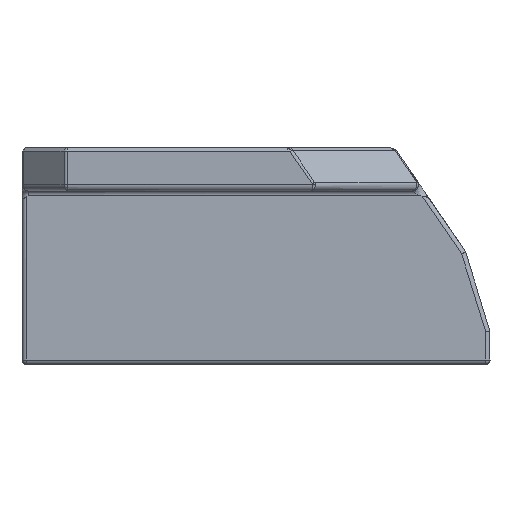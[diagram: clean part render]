
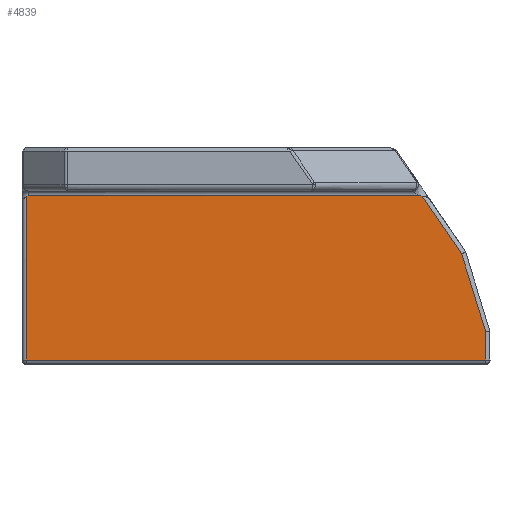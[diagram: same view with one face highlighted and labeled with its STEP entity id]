
A CAD part, left-side view. The second image highlights one B-rep face of the part: STEP entity #4839.
In plain terms, the highlighted planar face has unit normal (-1, 0, 0).
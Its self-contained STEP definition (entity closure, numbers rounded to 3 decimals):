
#182=B_SPLINE_CURVE_WITH_KNOTS('',3,(#7382,#7383,#7384,#7385,#7386,#7387,
#7388,#7389,#7390,#7391,#7392,#7393,#7394,#7395,#7396,#7397,#7398,#7399,
#7400),.UNSPECIFIED.,.F.,.F.,(4,3,3,3,3,3,4),(-0.001,0.,
0.01,0.014,0.015,0.026,
0.034),.UNSPECIFIED.);
#185=B_SPLINE_CURVE_WITH_KNOTS('',3,(#7436,#7437,#7438,#7439),
 .UNSPECIFIED.,.F.,.F.,(4,4),(0.451,0.479),
 .UNSPECIFIED.);
#541=FACE_OUTER_BOUND('',#836,.T.);
#836=EDGE_LOOP('',(#3692,#3693,#3694,#3695,#3696,#3697,#3698,#3699));
#1155=LINE('',#7526,#1632);
#1206=LINE('',#8005,#1683);
#1218=LINE('',#8082,#1695);
#1219=LINE('',#8085,#1696);
#1220=LINE('',#8086,#1697);
#1221=LINE('',#8087,#1698);
#1632=VECTOR('',#5828,10.);
#1683=VECTOR('',#6115,10.);
#1695=VECTOR('',#6181,10.);
#1696=VECTOR('',#6184,10.);
#1697=VECTOR('',#6185,10.);
#1698=VECTOR('',#6186,10.);
#2060=VERTEX_POINT('',#7379);
#2061=VERTEX_POINT('',#7381);
#2065=VERTEX_POINT('',#7434);
#2066=VERTEX_POINT('',#7435);
#2085=VERTEX_POINT('',#7525);
#2164=VERTEX_POINT('',#7999);
#2166=VERTEX_POINT('',#8003);
#2175=VERTEX_POINT('',#8084);
#2542=EDGE_CURVE('',#2060,#2061,#182,.T.);
#2554=EDGE_CURVE('',#2065,#2066,#185,.T.);
#2584=EDGE_CURVE('',#2061,#2085,#1155,.T.);
#2716=EDGE_CURVE('',#2166,#2164,#1206,.T.);
#2742=EDGE_CURVE('',#2164,#2065,#1218,.T.);
#2743=EDGE_CURVE('',#2175,#2166,#1219,.T.);
#2744=EDGE_CURVE('',#2085,#2175,#1220,.T.);
#2745=EDGE_CURVE('',#2066,#2060,#1221,.T.);
#3692=ORIENTED_EDGE('',*,*,#2554,.F.);
#3693=ORIENTED_EDGE('',*,*,#2742,.F.);
#3694=ORIENTED_EDGE('',*,*,#2716,.F.);
#3695=ORIENTED_EDGE('',*,*,#2743,.F.);
#3696=ORIENTED_EDGE('',*,*,#2744,.F.);
#3697=ORIENTED_EDGE('',*,*,#2584,.F.);
#3698=ORIENTED_EDGE('',*,*,#2542,.F.);
#3699=ORIENTED_EDGE('',*,*,#2745,.F.);
#4597=PLANE('',#5248);
#4839=ADVANCED_FACE('',(#541),#4597,.T.);
#5248=AXIS2_PLACEMENT_3D('',#8083,#6182,#6183);
#5828=DIRECTION('',(0.,-0.564,-0.826));
#6115=DIRECTION('',(0.,1.,0.));
#6181=DIRECTION('',(0.,0.,1.));
#6182=DIRECTION('center_axis',(-1.,0.,0.));
#6183=DIRECTION('ref_axis',(0.,0.,1.));
#6184=DIRECTION('',(0.,0.,-1.));
#6185=DIRECTION('',(0.,-0.295,-0.956));
#6186=DIRECTION('',(0.,-1.,0.));
#7379=CARTESIAN_POINT('',(62.511,356.147,-18.596));
#7381=CARTESIAN_POINT('',(62.511,355.812,-18.696));
#7382=CARTESIAN_POINT('Ctrl Pts',(62.511,356.147,-18.596));
#7383=CARTESIAN_POINT('Ctrl Pts',(62.511,356.144,-18.597));
#7384=CARTESIAN_POINT('Ctrl Pts',(62.511,356.141,-18.598));
#7385=CARTESIAN_POINT('Ctrl Pts',(62.511,356.138,-18.599));
#7386=CARTESIAN_POINT('Ctrl Pts',(62.511,356.106,-18.608));
#7387=CARTESIAN_POINT('Ctrl Pts',(62.511,356.073,-18.618));
#7388=CARTESIAN_POINT('Ctrl Pts',(62.511,356.041,-18.627));
#7389=CARTESIAN_POINT('Ctrl Pts',(62.511,356.026,-18.631));
#7390=CARTESIAN_POINT('Ctrl Pts',(62.511,356.011,-18.636));
#7391=CARTESIAN_POINT('Ctrl Pts',(62.511,355.997,-18.64));
#7392=CARTESIAN_POINT('Ctrl Pts',(62.511,355.994,-18.641));
#7393=CARTESIAN_POINT('Ctrl Pts',(62.511,355.992,-18.642));
#7394=CARTESIAN_POINT('Ctrl Pts',(62.511,355.989,-18.642));
#7395=CARTESIAN_POINT('Ctrl Pts',(62.511,355.953,-18.653));
#7396=CARTESIAN_POINT('Ctrl Pts',(62.511,355.917,-18.664));
#7397=CARTESIAN_POINT('Ctrl Pts',(62.511,355.882,-18.675));
#7398=CARTESIAN_POINT('Ctrl Pts',(62.511,355.859,-18.682));
#7399=CARTESIAN_POINT('Ctrl Pts',(62.511,355.836,-18.689));
#7400=CARTESIAN_POINT('Ctrl Pts',(62.511,355.812,-18.696));
#7434=CARTESIAN_POINT('',(62.511,401.5,-18.785));
#7435=CARTESIAN_POINT('',(62.511,401.28,-18.596));
#7436=CARTESIAN_POINT('Ctrl Pts',(62.511,401.5,-18.785));
#7437=CARTESIAN_POINT('Ctrl Pts',(62.511,401.426,-18.718));
#7438=CARTESIAN_POINT('Ctrl Pts',(62.511,401.351,-18.655));
#7439=CARTESIAN_POINT('Ctrl Pts',(62.511,401.28,-18.596));
#7525=CARTESIAN_POINT('',(62.511,351.274,-25.349));
#7526=CARTESIAN_POINT('',(62.511,356.153,-18.198));
#7999=CARTESIAN_POINT('',(62.511,401.5,-37.596));
#8003=CARTESIAN_POINT('',(62.511,348.5,-37.596));
#8005=CARTESIAN_POINT('',(62.511,361.5,-37.596));
#8082=CARTESIAN_POINT('',(62.511,401.5,-18.096));
#8083=CARTESIAN_POINT('Origin',(62.511,348.,-18.096));
#8084=CARTESIAN_POINT('',(62.511,348.5,-34.335));
#8085=CARTESIAN_POINT('',(62.511,348.5,-18.096));
#8086=CARTESIAN_POINT('',(62.511,351.46,-24.745));
#8087=CARTESIAN_POINT('',(62.511,257.5,-18.596));
